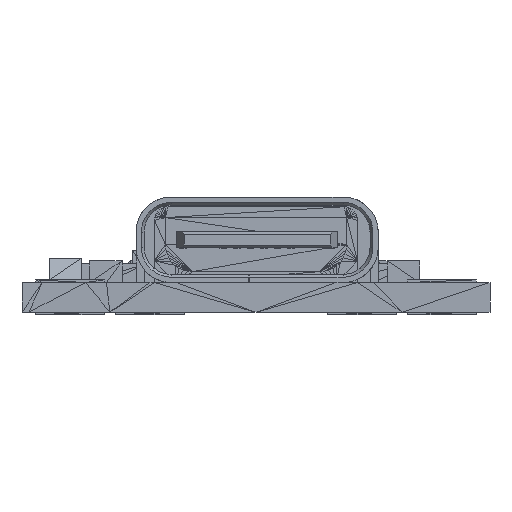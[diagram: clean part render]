
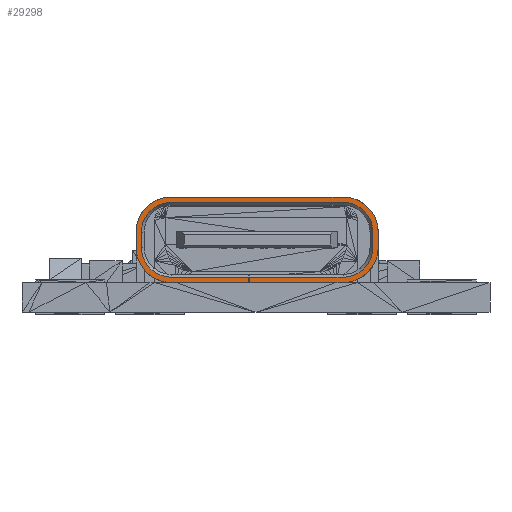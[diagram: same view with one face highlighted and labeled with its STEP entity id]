
A CAD part, front view. The second image highlights one B-rep face of the part: STEP entity #29298.
In plain terms, the highlighted planar face has unit normal (0, -1, 0).
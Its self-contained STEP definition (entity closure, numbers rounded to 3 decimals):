
#174=CIRCLE('',#31780,1.3);
#190=CIRCLE('',#31805,1.3);
#207=CIRCLE('',#31838,1.3);
#208=CIRCLE('',#31839,1.3);
#209=CIRCLE('',#31840,1.105);
#210=CIRCLE('',#31841,1.105);
#211=CIRCLE('',#31842,1.105);
#212=CIRCLE('',#31843,1.105);
#508=FACE_OUTER_BOUND('',#2883,.T.);
#2883=EDGE_LOOP('',(#19877,#19878,#19879,#19880,#19881,#19882,#19883,#19884,
#19885,#19886,#19887,#19888,#19889,#19890,#19891,#19892,#19893,#19894,#19895,
#19896));
#5708=LINE('',#44593,#9608);
#5731=LINE('',#44658,#9631);
#5745=LINE('',#44722,#9645);
#5749=LINE('',#44732,#9649);
#5750=LINE('',#44735,#9650);
#5751=LINE('',#44736,#9651);
#5752=LINE('',#44738,#9652);
#5753=LINE('',#44742,#9653);
#5754=LINE('',#44746,#9654);
#5755=LINE('',#44750,#9655);
#5756=LINE('',#44753,#9656);
#5757=LINE('',#44754,#9657);
#9608=VECTOR('',#35264,1.);
#9631=VECTOR('',#35317,1.);
#9645=VECTOR('',#35389,1.);
#9649=VECTOR('',#35397,1.);
#9650=VECTOR('',#35400,1.);
#9651=VECTOR('',#35401,1.);
#9652=VECTOR('',#35402,1.);
#9653=VECTOR('',#35405,1.);
#9654=VECTOR('',#35408,1.);
#9655=VECTOR('',#35411,1.);
#9656=VECTOR('',#35414,1.);
#9657=VECTOR('',#35415,1.);
#13317=VERTEX_POINT('',#44447);
#13318=VERTEX_POINT('',#44449);
#13380=VERTEX_POINT('',#44591);
#13399=VERTEX_POINT('',#44640);
#13400=VERTEX_POINT('',#44642);
#13406=VERTEX_POINT('',#44655);
#13407=VERTEX_POINT('',#44657);
#13427=VERTEX_POINT('',#44719);
#13428=VERTEX_POINT('',#44721);
#13431=VERTEX_POINT('',#44729);
#13432=VERTEX_POINT('',#44731);
#13433=VERTEX_POINT('',#44733);
#13434=VERTEX_POINT('',#44737);
#13435=VERTEX_POINT('',#44739);
#13436=VERTEX_POINT('',#44741);
#13437=VERTEX_POINT('',#44743);
#13438=VERTEX_POINT('',#44745);
#13439=VERTEX_POINT('',#44747);
#13440=VERTEX_POINT('',#44749);
#13441=VERTEX_POINT('',#44751);
#15191=EDGE_CURVE('',#13317,#13318,#174,.T.);
#15265=EDGE_CURVE('',#13380,#13317,#5708,.T.);
#15290=EDGE_CURVE('',#13400,#13399,#190,.T.);
#15297=EDGE_CURVE('',#13407,#13406,#5731,.T.);
#15329=EDGE_CURVE('',#13427,#13428,#5745,.T.);
#15333=EDGE_CURVE('',#13431,#13380,#207,.T.);
#15334=EDGE_CURVE('',#13432,#13431,#5749,.T.);
#15335=EDGE_CURVE('',#13432,#13433,#208,.T.);
#15336=EDGE_CURVE('',#13400,#13433,#5750,.T.);
#15337=EDGE_CURVE('',#13407,#13399,#5751,.T.);
#15338=EDGE_CURVE('',#13406,#13434,#5752,.T.);
#15339=EDGE_CURVE('',#13434,#13435,#209,.T.);
#15340=EDGE_CURVE('',#13435,#13436,#5753,.T.);
#15341=EDGE_CURVE('',#13436,#13437,#210,.T.);
#15342=EDGE_CURVE('',#13437,#13438,#5754,.T.);
#15343=EDGE_CURVE('',#13438,#13439,#211,.T.);
#15344=EDGE_CURVE('',#13439,#13440,#5755,.T.);
#15345=EDGE_CURVE('',#13440,#13441,#212,.T.);
#15346=EDGE_CURVE('',#13441,#13428,#5756,.T.);
#15347=EDGE_CURVE('',#13318,#13427,#5757,.T.);
#19877=ORIENTED_EDGE('',*,*,#15191,.F.);
#19878=ORIENTED_EDGE('',*,*,#15265,.F.);
#19879=ORIENTED_EDGE('',*,*,#15333,.F.);
#19880=ORIENTED_EDGE('',*,*,#15334,.F.);
#19881=ORIENTED_EDGE('',*,*,#15335,.T.);
#19882=ORIENTED_EDGE('',*,*,#15336,.F.);
#19883=ORIENTED_EDGE('',*,*,#15290,.T.);
#19884=ORIENTED_EDGE('',*,*,#15337,.F.);
#19885=ORIENTED_EDGE('',*,*,#15297,.T.);
#19886=ORIENTED_EDGE('',*,*,#15338,.T.);
#19887=ORIENTED_EDGE('',*,*,#15339,.T.);
#19888=ORIENTED_EDGE('',*,*,#15340,.T.);
#19889=ORIENTED_EDGE('',*,*,#15341,.T.);
#19890=ORIENTED_EDGE('',*,*,#15342,.T.);
#19891=ORIENTED_EDGE('',*,*,#15343,.T.);
#19892=ORIENTED_EDGE('',*,*,#15344,.T.);
#19893=ORIENTED_EDGE('',*,*,#15345,.T.);
#19894=ORIENTED_EDGE('',*,*,#15346,.T.);
#19895=ORIENTED_EDGE('',*,*,#15329,.F.);
#19896=ORIENTED_EDGE('',*,*,#15347,.F.);
#26999=PLANE('',#31837);
#29298=ADVANCED_FACE('',(#508),#26999,.T.);
#31780=AXIS2_PLACEMENT_3D('',#44450,#35174,#35175);
#31805=AXIS2_PLACEMENT_3D('',#44643,#35306,#35307);
#31837=AXIS2_PLACEMENT_3D('',#44728,#35393,#35394);
#31838=AXIS2_PLACEMENT_3D('',#44730,#35395,#35396);
#31839=AXIS2_PLACEMENT_3D('',#44734,#35398,#35399);
#31840=AXIS2_PLACEMENT_3D('',#44740,#35403,#35404);
#31841=AXIS2_PLACEMENT_3D('',#44744,#35406,#35407);
#31842=AXIS2_PLACEMENT_3D('',#44748,#35409,#35410);
#31843=AXIS2_PLACEMENT_3D('',#44752,#35412,#35413);
#35174=DIRECTION('center_axis',(0.,1.,0.));
#35175=DIRECTION('ref_axis',(1.,0.,0.));
#35264=DIRECTION('',(0.,0.,-1.));
#35306=DIRECTION('center_axis',(0.,-1.,0.));
#35307=DIRECTION('ref_axis',(-1.,0.,0.));
#35317=DIRECTION('',(0.,0.,1.));
#35389=DIRECTION('',(0.,0.,1.));
#35393=DIRECTION('center_axis',(0.,-1.,0.));
#35394=DIRECTION('ref_axis',(0.,0.,-1.));
#35395=DIRECTION('center_axis',(0.,1.,0.));
#35396=DIRECTION('ref_axis',(0.,0.,1.));
#35397=DIRECTION('',(1.,0.,0.));
#35398=DIRECTION('center_axis',(0.,-1.,0.));
#35399=DIRECTION('ref_axis',(0.,0.,1.));
#35400=DIRECTION('',(0.,0.,1.));
#35401=DIRECTION('',(-1.,0.,0.));
#35402=DIRECTION('',(-1.,0.,0.));
#35403=DIRECTION('center_axis',(0.,1.,0.));
#35404=DIRECTION('ref_axis',(-1.,0.,0.));
#35405=DIRECTION('',(0.,0.,1.));
#35406=DIRECTION('center_axis',(0.,1.,0.));
#35407=DIRECTION('ref_axis',(0.,0.,1.));
#35408=DIRECTION('',(1.,0.,0.));
#35409=DIRECTION('center_axis',(0.,1.,0.));
#35410=DIRECTION('ref_axis',(0.,0.,1.));
#35411=DIRECTION('',(0.,0.,-1.));
#35412=DIRECTION('center_axis',(0.,1.,0.));
#35413=DIRECTION('ref_axis',(1.,0.,0.));
#35414=DIRECTION('',(-1.,0.,0.));
#35415=DIRECTION('',(-1.,0.,0.));
#44447=CARTESIAN_POINT('',(4.082,-14.837,13.3));
#44449=CARTESIAN_POINT('',(2.782,-14.837,12.));
#44450=CARTESIAN_POINT('Origin',(2.782,-14.837,13.3));
#44591=CARTESIAN_POINT('',(4.082,-14.837,13.86));
#44593=CARTESIAN_POINT('',(4.082,-14.837,13.86));
#44640=CARTESIAN_POINT('',(-3.568,-14.837,12.));
#44642=CARTESIAN_POINT('',(-4.868,-14.837,13.3));
#44643=CARTESIAN_POINT('Origin',(-3.568,-14.837,13.3));
#44655=CARTESIAN_POINT('',(-0.698,-14.837,12.195));
#44657=CARTESIAN_POINT('',(-0.698,-14.837,12.));
#44658=CARTESIAN_POINT('',(-0.698,-14.837,12.));
#44719=CARTESIAN_POINT('',(-0.688,-14.837,12.));
#44721=CARTESIAN_POINT('',(-0.688,-14.837,12.195));
#44722=CARTESIAN_POINT('',(-0.688,-14.837,12.));
#44728=CARTESIAN_POINT('Origin',(-0.393,-14.837,13.58));
#44729=CARTESIAN_POINT('',(2.782,-14.837,15.16));
#44730=CARTESIAN_POINT('Origin',(2.782,-14.837,13.86));
#44731=CARTESIAN_POINT('',(-3.568,-14.837,15.16));
#44732=CARTESIAN_POINT('',(-3.568,-14.837,15.16));
#44733=CARTESIAN_POINT('',(-4.868,-14.837,13.86));
#44734=CARTESIAN_POINT('Origin',(-3.568,-14.837,13.86));
#44735=CARTESIAN_POINT('',(-4.868,-14.837,13.3));
#44736=CARTESIAN_POINT('',(-0.393,-14.837,12.));
#44737=CARTESIAN_POINT('',(-3.568,-14.837,12.195));
#44738=CARTESIAN_POINT('',(2.782,-14.837,12.195));
#44739=CARTESIAN_POINT('',(-4.673,-14.837,13.3));
#44740=CARTESIAN_POINT('Origin',(-3.568,-14.837,13.3));
#44741=CARTESIAN_POINT('',(-4.673,-14.837,13.86));
#44742=CARTESIAN_POINT('',(-4.673,-14.837,13.3));
#44743=CARTESIAN_POINT('',(-3.568,-14.837,14.965));
#44744=CARTESIAN_POINT('Origin',(-3.568,-14.837,13.86));
#44745=CARTESIAN_POINT('',(2.782,-14.837,14.965));
#44746=CARTESIAN_POINT('',(-3.568,-14.837,14.965));
#44747=CARTESIAN_POINT('',(3.887,-14.837,13.86));
#44748=CARTESIAN_POINT('Origin',(2.782,-14.837,13.86));
#44749=CARTESIAN_POINT('',(3.887,-14.837,13.3));
#44750=CARTESIAN_POINT('',(3.887,-14.837,13.86));
#44751=CARTESIAN_POINT('',(2.782,-14.837,12.195));
#44752=CARTESIAN_POINT('Origin',(2.782,-14.837,13.3));
#44753=CARTESIAN_POINT('',(2.782,-14.837,12.195));
#44754=CARTESIAN_POINT('',(-0.393,-14.837,12.));
